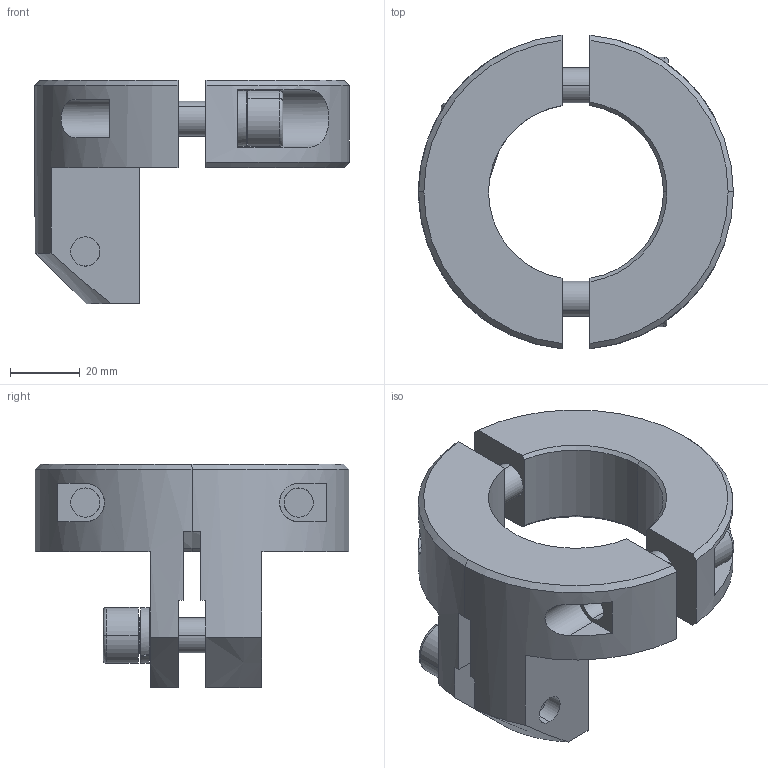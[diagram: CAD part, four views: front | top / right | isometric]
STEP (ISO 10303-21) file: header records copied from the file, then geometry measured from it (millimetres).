
FILE_DESCRIPTION(('no description'),'unknown implementation level');
FILE_NAME('AD48DB58-F2E6-4E15-AABE-967AFEEE9A64_export.stp',' ',('CIMSOURCE GmbH'),('CADClick - KiM GmbH - www.kimweb.de'),'unknown preprocess','ACIS','unknown authorization');
FILE_SCHEMA(('automotive_design'));
Length unit declared in the file: millimetre
Products named in the file (8): 663.151 Kaiser AR 53S|693.131 Kaiser ETL �10,2_16L_Standard;NONE; 663.151 Kaiser AR 53S|690.105 Kaiser ETL M10 X 30A_DIN 912 M10 x 30 --- 30C;NONE; 663.151 Kaiser AR 53S|663.909 Kaiser Ringsegment rechts_Standard;NONE; 663.151 Kaiser AR 53S|663.904 Kaiser Ringsegment links_Standard;NONE
Bounding box: 90 x 89.64 x 64 mm (x, y, z)
Volume: 115014.8 mm3; surface area: 35449.9 mm2
Topology: 8 solids, 8 shells, 179 faces, 421 edges, 262 vertices
Faces by surface type: plane 88, cylinder 55, cone 24, torus 12
Entity records: 10326 total; most frequent: CARTESIAN_POINT 1151, DIRECTION 935, STYLED_ITEM 864, PRESENTATION_STYLE_ASSIGNMENT 864, COLOUR_RGB 864, ORIENTED_EDGE 830, EDGE_CURVE 415, CURVE_STYLE 415
